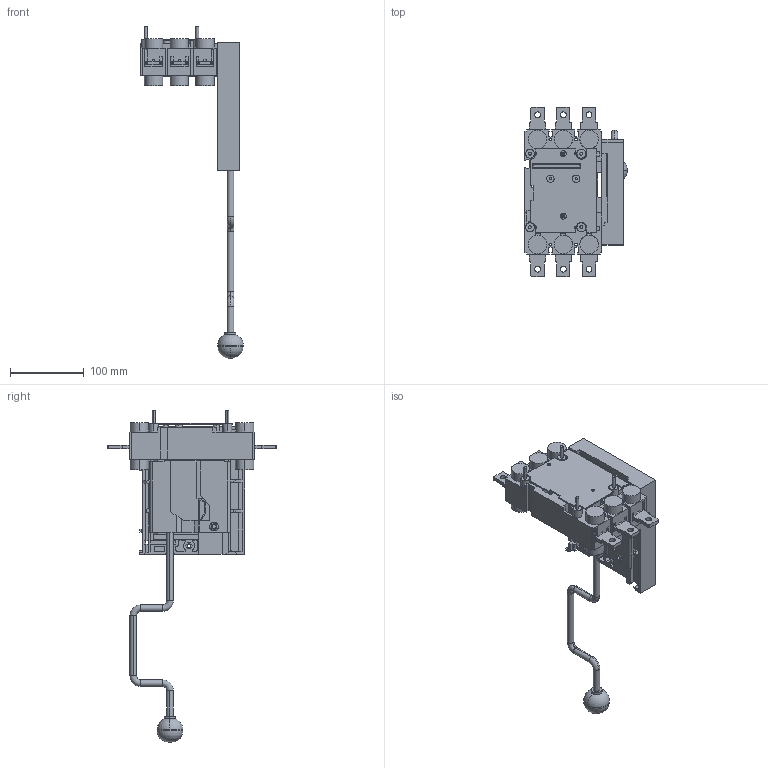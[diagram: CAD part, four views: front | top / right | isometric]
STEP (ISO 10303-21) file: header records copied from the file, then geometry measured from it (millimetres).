
FILE_DESCRIPTION (( 'STEP AP203' ), '1' );
FILE_NAME ('Ïàíåëü âûêàòíàÿ PM-99-2 ïåðåäíåãî ïðèñîåäèíåíèÿ äëÿ ÂÀ-99 250À.STEP', '2016-10-24T10:21:41', ( 'kuryshev' ), ( '' ), 'SwSTEP 2.0', 'SolidWorks 2010', '' );
FILE_SCHEMA (( 'CONFIG_CONTROL_DESIGN' ));
Length unit declared in the file: millimetre
Products named in the file (1): Ïàíåëü âûêàòíàÿ PM-99-2 ïåðåäíåãî ïðèñîåäèíåíèÿ äëÿ ÂÀ-99 250À
Bounding box: 139.5 x 230 x 451.5 mm (x, y, z)
Volume: 957088.7 mm3; surface area: 327497.2 mm2
Topology: 8 solids, 8 shells, 1090 faces, 3003 edges, 1970 vertices
Faces by surface type: plane 811, cylinder 248, torus 26, cone 5
Entity records: 34592 total; most frequent: CARTESIAN_POINT 6076, ORIENTED_EDGE 6006, DIRECTION 5751, EDGE_CURVE 3003, VECTOR 2429, LINE 2429, VERTEX_POINT 1970, AXIS2_PLACEMENT_3D 1661
